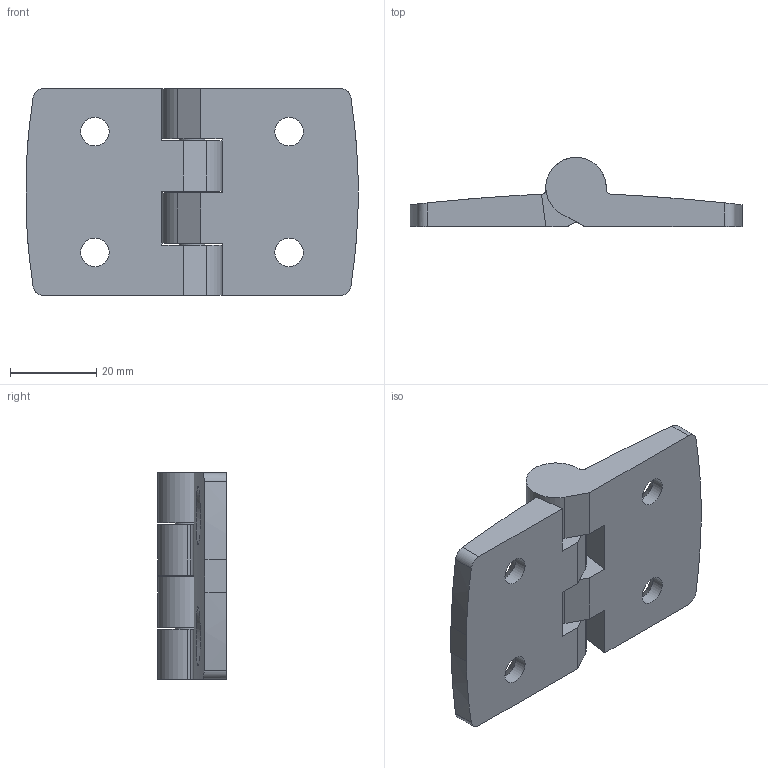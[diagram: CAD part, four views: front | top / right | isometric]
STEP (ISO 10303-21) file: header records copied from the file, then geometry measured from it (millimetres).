
FILE_DESCRIPTION( ( 'STEP AP214' ), '1' );
FILE_NAME( 'K1084.0640232310.stp', '2020-12-10T09:47:41', ( '' ), ( '' ), ' ', 'PARTsolutions', ' ' );
FILE_SCHEMA( ( 'AUTOMOTIVE_DESIGN { 1 0 10303 214 1 1 1 1 }' ) );
Length unit declared in the file: millimetre
Products named in the file (1): _K1084.0640232310
Bounding box: 77 x 15.99 x 48 mm (x, y, z)
Volume: 25710.1 mm3; surface area: 10899.7 mm2
Topology: 1 solids, 1 shells, 57 faces, 159 edges, 106 vertices
Faces by surface type: plane 28, cylinder 25, cone 4
Full cylindrical faces by diameter (mm): 6 x3, 6.6 x4
Entity records: 2624 total; most frequent: CARTESIAN_POINT 706, DIRECTION 296, ORIENTED_EDGE 288, EDGE_CURVE 144, AXIS2_PLACEMENT_3D 106, VERTEX_POINT 102, LINE 84, VECTOR 84
